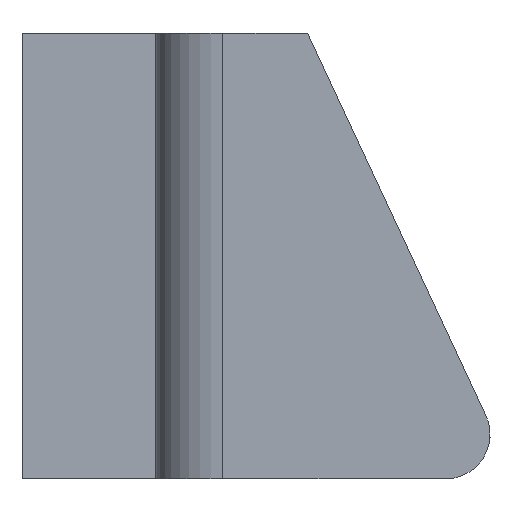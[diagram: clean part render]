
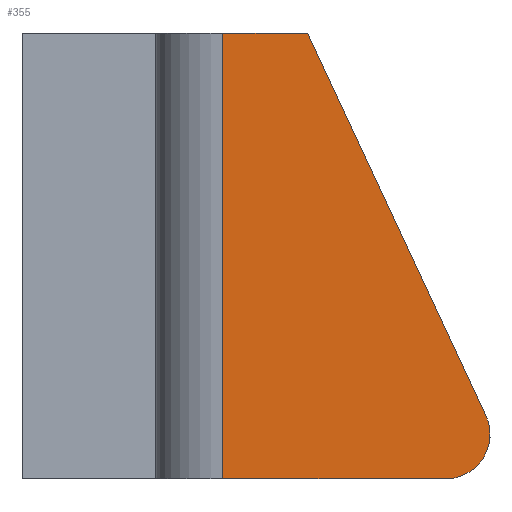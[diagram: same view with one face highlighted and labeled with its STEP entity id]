
A CAD part, left-side view. The second image highlights one B-rep face of the part: STEP entity #355.
In plain terms, the highlighted planar face has unit normal (-1, 0, 0).
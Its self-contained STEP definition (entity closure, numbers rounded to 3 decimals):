
#16 = CARTESIAN_POINT ( 'NONE',  ( -26., -16., 10. ) ) ;
#26 = AXIS2_PLACEMENT_3D ( 'NONE', #16, #657, #347 ) ;
#41 = LINE ( 'NONE', #366, #247 ) ;
#69 = ORIENTED_EDGE ( 'NONE', *, *, #197, .T. ) ;
#93 = ORIENTED_EDGE ( 'NONE', *, *, #167, .F. ) ;
#106 = CIRCLE ( 'NONE', #547, 2. ) ;
#129 = ORIENTED_EDGE ( 'NONE', *, *, #786, .T. ) ;
#132 = CARTESIAN_POINT ( 'NONE',  ( -26., -13., -8. ) ) ;
#154 = PLANE ( 'NONE',  #26 ) ;
#167 = EDGE_CURVE ( 'NONE', #668, #654, #640, .T. ) ;
#189 = EDGE_CURVE ( 'NONE', #668, #696, #41, .T. ) ;
#197 = EDGE_CURVE ( 'NONE', #696, #226, #321, .T. ) ;
#217 = VECTOR ( 'NONE', #772, 1000. ) ;
#219 = ORIENTED_EDGE ( 'NONE', *, *, #381, .T. ) ;
#226 = VERTEX_POINT ( 'NONE', #557 ) ;
#229 = CARTESIAN_POINT ( 'NONE',  ( -26., -16., 10. ) ) ;
#230 = CARTESIAN_POINT ( 'NONE',  ( -26., -6.813, 10. ) ) ;
#231 = DIRECTION ( 'NONE',  ( -1., 0., 0. ) ) ;
#247 = VECTOR ( 'NONE', #412, 1000. ) ;
#304 = EDGE_LOOP ( 'NONE', ( #219, #129, #93, #353, #69 ) ) ;
#321 = LINE ( 'NONE', #502, #217 ) ;
#339 = FACE_OUTER_BOUND ( 'NONE', #304, .T. ) ;
#347 = DIRECTION ( 'NONE',  ( 0., 1., 0. ) ) ;
#353 = ORIENTED_EDGE ( 'NONE', *, *, #189, .T. ) ;
#355 = ADVANCED_FACE ( 'NONE', ( #339 ), #154, .F. ) ;
#366 = CARTESIAN_POINT ( 'NONE',  ( -26., -3., 10. ) ) ;
#381 = EDGE_CURVE ( 'NONE', #226, #636, #106, .T. ) ;
#394 = VECTOR ( 'NONE', #670, 1000. ) ;
#412 = DIRECTION ( 'NONE',  ( 0., 0., -1. ) ) ;
#472 = CARTESIAN_POINT ( 'NONE',  ( -26., -3., 10. ) ) ;
#502 = CARTESIAN_POINT ( 'NONE',  ( -26., -16., -10. ) ) ;
#539 = VECTOR ( 'NONE', #746, 1000. ) ;
#547 = AXIS2_PLACEMENT_3D ( 'NONE', #132, #231, #750 ) ;
#557 = CARTESIAN_POINT ( 'NONE',  ( -26., -13., -10. ) ) ;
#610 = CARTESIAN_POINT ( 'NONE',  ( -26., -3., -10. ) ) ;
#636 = VERTEX_POINT ( 'NONE', #661 ) ;
#640 = LINE ( 'NONE', #229, #539 ) ;
#654 = VERTEX_POINT ( 'NONE', #230 ) ;
#657 = DIRECTION ( 'NONE',  ( 1., 0., 0. ) ) ;
#661 = CARTESIAN_POINT ( 'NONE',  ( -26., -14.813, -7.155 ) ) ;
#668 = VERTEX_POINT ( 'NONE', #472 ) ;
#670 = DIRECTION ( 'NONE',  ( 0., 0.423, 0.906 ) ) ;
#684 = CARTESIAN_POINT ( 'NONE',  ( -26., -14.813, -7.155 ) ) ;
#694 = LINE ( 'NONE', #684, #394 ) ;
#696 = VERTEX_POINT ( 'NONE', #610 ) ;
#746 = DIRECTION ( 'NONE',  ( 0., -1., 0. ) ) ;
#750 = DIRECTION ( 'NONE',  ( 0., 0., -1. ) ) ;
#772 = DIRECTION ( 'NONE',  ( 0., -1., 0. ) ) ;
#786 = EDGE_CURVE ( 'NONE', #636, #654, #694, .T. ) ;
